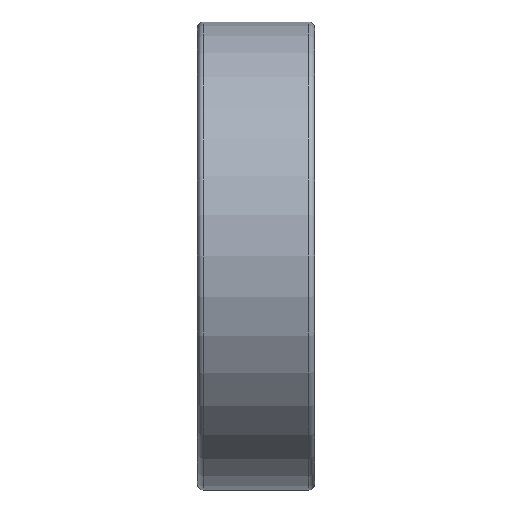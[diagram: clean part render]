
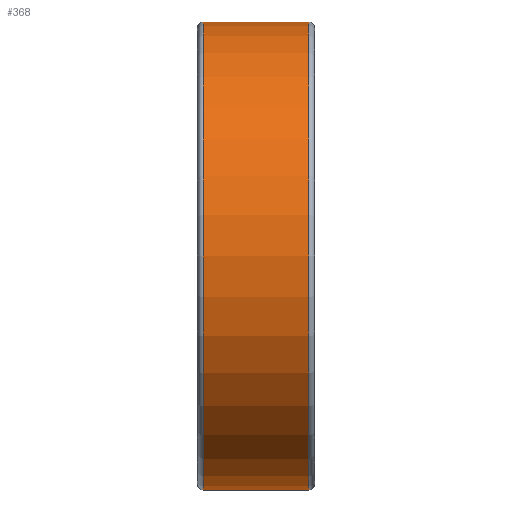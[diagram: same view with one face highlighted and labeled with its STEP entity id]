
A CAD part, front view. The second image highlights one B-rep face of the part: STEP entity #368.
In plain terms, the highlighted cylindrical face has radius 12 mm (diameter 24 mm), a partial arc.
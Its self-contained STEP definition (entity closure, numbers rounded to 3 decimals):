
#11 = DIRECTION ( 'NONE',  ( -1., 0., 0. ) ) ;
#182 = VERTEX_POINT ( 'NONE', #3280 ) ;
#368 = ADVANCED_FACE ( 'NONE', ( #2636 ), #4767, .T. ) ;
#619 = CARTESIAN_POINT ( 'NONE',  ( 2.7, 0., -12. ) ) ;
#673 = AXIS2_PLACEMENT_3D ( 'NONE', #5412, #3681, #994 ) ;
#702 = DIRECTION ( 'NONE',  ( 0., 0., 1. ) ) ;
#710 = ORIENTED_EDGE ( 'NONE', *, *, #4402, .F. ) ;
#994 = DIRECTION ( 'NONE',  ( 0., 0., -1. ) ) ;
#1200 = EDGE_CURVE ( 'NONE', #1676, #182, #5073, .T. ) ;
#1331 = VECTOR ( 'NONE', #4453, 1000. ) ;
#1353 = ORIENTED_EDGE ( 'NONE', *, *, #1200, .T. ) ;
#1515 = CARTESIAN_POINT ( 'NONE',  ( -2.7, 0., -12. ) ) ;
#1638 = EDGE_LOOP ( 'NONE', ( #710, #5749, #1353, #3264 ) ) ;
#1676 = VERTEX_POINT ( 'NONE', #3410 ) ;
#1942 = CARTESIAN_POINT ( 'NONE',  ( -8.711, 0., 12. ) ) ;
#2075 = CARTESIAN_POINT ( 'NONE',  ( -8.711, 0., -12. ) ) ;
#2135 = LINE ( 'NONE', #2075, #1331 ) ;
#2470 = AXIS2_PLACEMENT_3D ( 'NONE', #3916, #2550, #702 ) ;
#2548 = DIRECTION ( 'NONE',  ( 0., 0., 1. ) ) ;
#2550 = DIRECTION ( 'NONE',  ( -1., 0., 0. ) ) ;
#2635 = VECTOR ( 'NONE', #2819, 1000. ) ;
#2636 = FACE_OUTER_BOUND ( 'NONE', #1638, .T. ) ;
#2782 = EDGE_CURVE ( 'NONE', #182, #2869, #3207, .T. ) ;
#2819 = DIRECTION ( 'NONE',  ( -1., 0., 0. ) ) ;
#2869 = VERTEX_POINT ( 'NONE', #1515 ) ;
#3207 = CIRCLE ( 'NONE', #673, 12. ) ;
#3264 = ORIENTED_EDGE ( 'NONE', *, *, #2782, .T. ) ;
#3280 = CARTESIAN_POINT ( 'NONE',  ( -2.7, 0., 12. ) ) ;
#3410 = CARTESIAN_POINT ( 'NONE',  ( 2.7, 0., 12. ) ) ;
#3566 = VERTEX_POINT ( 'NONE', #619 ) ;
#3681 = DIRECTION ( 'NONE',  ( 1., 0., 0. ) ) ;
#3916 = CARTESIAN_POINT ( 'NONE',  ( 2.7, 0., 0. ) ) ;
#4400 = AXIS2_PLACEMENT_3D ( 'NONE', #4423, #11, #2548 ) ;
#4402 = EDGE_CURVE ( 'NONE', #3566, #2869, #2135, .T. ) ;
#4423 = CARTESIAN_POINT ( 'NONE',  ( -8.711, 0., 0. ) ) ;
#4453 = DIRECTION ( 'NONE',  ( -1., 0., 0. ) ) ;
#4767 = CYLINDRICAL_SURFACE ( 'NONE', #4400, 12. ) ;
#5073 = LINE ( 'NONE', #1942, #2635 ) ;
#5076 = CIRCLE ( 'NONE', #2470, 12. ) ;
#5412 = CARTESIAN_POINT ( 'NONE',  ( -2.7, 0., 0. ) ) ;
#5458 = EDGE_CURVE ( 'NONE', #3566, #1676, #5076, .T. ) ;
#5749 = ORIENTED_EDGE ( 'NONE', *, *, #5458, .T. ) ;
